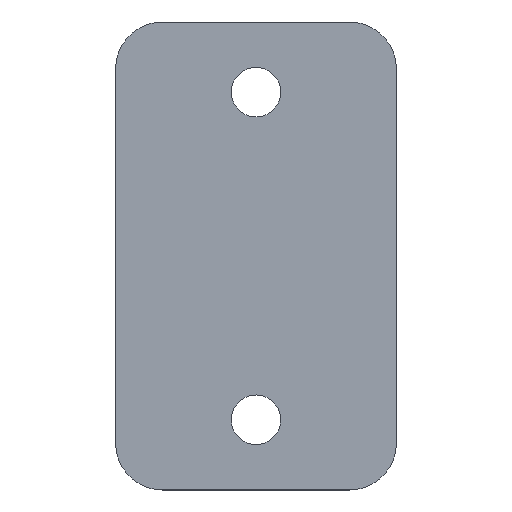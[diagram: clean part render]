
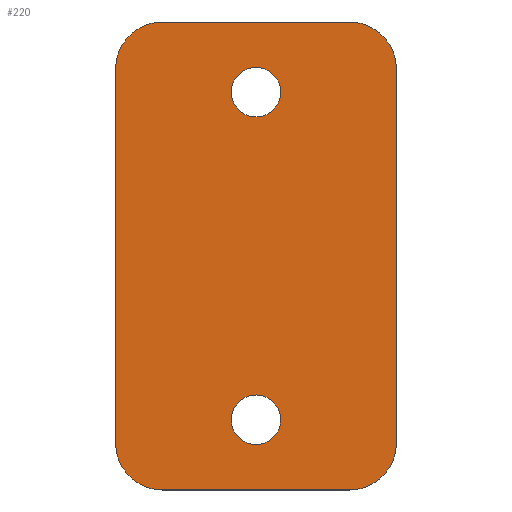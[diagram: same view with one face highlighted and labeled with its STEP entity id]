
A CAD part, top view. The second image highlights one B-rep face of the part: STEP entity #220.
In plain terms, the highlighted planar face has unit normal (0, 0, 1).
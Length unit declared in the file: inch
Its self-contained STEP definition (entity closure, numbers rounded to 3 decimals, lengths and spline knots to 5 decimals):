
#23=FACE_BOUND('',#51,.T.);
#24=FACE_BOUND('',#52,.T.);
#36=FACE_OUTER_BOUND('',#50,.T.);
#50=EDGE_LOOP('',(#191,#192,#193,#194,#195,#196,#197,#198));
#51=EDGE_LOOP('',(#199));
#52=EDGE_LOOP('',(#200));
#63=LINE('',#351,#79);
#66=LINE('',#359,#82);
#69=LINE('',#367,#85);
#72=LINE('',#374,#88);
#79=VECTOR('',#283,1.);
#82=VECTOR('',#292,2.);
#85=VECTOR('',#301,1.);
#88=VECTOR('',#310,2.);
#95=CIRCLE('',#239,0.25);
#96=CIRCLE('',#242,0.25);
#97=CIRCLE('',#245,0.25);
#98=CIRCLE('',#248,0.25);
#99=CIRCLE('',#251,0.1325);
#100=CIRCLE('',#252,0.1325);
#111=VERTEX_POINT('',#344);
#112=VERTEX_POINT('',#346);
#113=VERTEX_POINT('',#350);
#114=VERTEX_POINT('',#354);
#115=VERTEX_POINT('',#358);
#116=VERTEX_POINT('',#362);
#117=VERTEX_POINT('',#366);
#118=VERTEX_POINT('',#370);
#119=VERTEX_POINT('',#376);
#120=VERTEX_POINT('',#378);
#132=EDGE_CURVE('',#111,#112,#95,.T.);
#134=EDGE_CURVE('',#112,#113,#63,.T.);
#136=EDGE_CURVE('',#113,#114,#96,.T.);
#138=EDGE_CURVE('',#114,#115,#66,.T.);
#140=EDGE_CURVE('',#115,#116,#97,.T.);
#142=EDGE_CURVE('',#116,#117,#69,.T.);
#144=EDGE_CURVE('',#117,#118,#98,.T.);
#146=EDGE_CURVE('',#118,#111,#72,.T.);
#147=EDGE_CURVE('',#119,#119,#99,.T.);
#148=EDGE_CURVE('',#120,#120,#100,.T.);
#191=ORIENTED_EDGE('',*,*,#132,.F.);
#192=ORIENTED_EDGE('',*,*,#146,.F.);
#193=ORIENTED_EDGE('',*,*,#144,.F.);
#194=ORIENTED_EDGE('',*,*,#142,.F.);
#195=ORIENTED_EDGE('',*,*,#140,.F.);
#196=ORIENTED_EDGE('',*,*,#138,.F.);
#197=ORIENTED_EDGE('',*,*,#136,.F.);
#198=ORIENTED_EDGE('',*,*,#134,.F.);
#199=ORIENTED_EDGE('',*,*,#147,.F.);
#200=ORIENTED_EDGE('',*,*,#148,.F.);
#210=PLANE('',#250);
#220=ADVANCED_FACE('',(#36,#23,#24),#210,.T.);
#239=AXIS2_PLACEMENT_3D('',#347,#278,#279);
#242=AXIS2_PLACEMENT_3D('',#355,#287,#288);
#245=AXIS2_PLACEMENT_3D('',#363,#296,#297);
#248=AXIS2_PLACEMENT_3D('',#371,#305,#306);
#250=AXIS2_PLACEMENT_3D('',#375,#311,#312);
#251=AXIS2_PLACEMENT_3D('',#377,#313,#314);
#252=AXIS2_PLACEMENT_3D('',#379,#315,#316);
#278=DIRECTION('center_axis',(0.,0.,-1.));
#279=DIRECTION('ref_axis',(-1.,0.,0.));
#283=DIRECTION('',(1.,0.,0.));
#287=DIRECTION('center_axis',(0.,0.,-1.));
#288=DIRECTION('ref_axis',(0.,1.,0.));
#292=DIRECTION('',(0.,-1.,0.));
#296=DIRECTION('center_axis',(0.,0.,-1.));
#297=DIRECTION('ref_axis',(1.,0.,0.));
#301=DIRECTION('',(-1.,0.,0.));
#305=DIRECTION('center_axis',(0.,0.,-1.));
#306=DIRECTION('ref_axis',(0.,-1.,0.));
#310=DIRECTION('',(0.,1.,0.));
#311=DIRECTION('center_axis',(0.,0.,1.));
#312=DIRECTION('ref_axis',(1.,0.,0.));
#313=DIRECTION('center_axis',(0.,0.,1.));
#314=DIRECTION('ref_axis',(-1.,0.,0.));
#315=DIRECTION('center_axis',(0.,0.,1.));
#316=DIRECTION('ref_axis',(-1.,0.,0.));
#344=CARTESIAN_POINT('',(0.,2.25,0.125));
#346=CARTESIAN_POINT('',(0.25,2.5,0.125));
#347=CARTESIAN_POINT('Origin',(0.25,2.25,0.125));
#350=CARTESIAN_POINT('',(1.25,2.5,0.125));
#351=CARTESIAN_POINT('',(0.25,2.5,0.125));
#354=CARTESIAN_POINT('',(1.5,2.25,0.125));
#355=CARTESIAN_POINT('Origin',(1.25,2.25,0.125));
#358=CARTESIAN_POINT('',(1.5,0.25,0.125));
#359=CARTESIAN_POINT('',(1.5,2.25,0.125));
#362=CARTESIAN_POINT('',(1.25,0.,0.125));
#363=CARTESIAN_POINT('Origin',(1.25,0.25,0.125));
#366=CARTESIAN_POINT('',(0.25,0.,0.125));
#367=CARTESIAN_POINT('',(1.25,0.,0.125));
#370=CARTESIAN_POINT('',(0.,0.25,0.125));
#371=CARTESIAN_POINT('Origin',(0.25,0.25,0.125));
#374=CARTESIAN_POINT('',(0.,0.25,0.125));
#375=CARTESIAN_POINT('Origin',(0.,0.,0.125));
#376=CARTESIAN_POINT('',(0.8825,2.125,0.125));
#377=CARTESIAN_POINT('Origin',(0.75,2.125,0.125));
#378=CARTESIAN_POINT('',(0.8825,0.375,0.125));
#379=CARTESIAN_POINT('Origin',(0.75,0.375,0.125));
